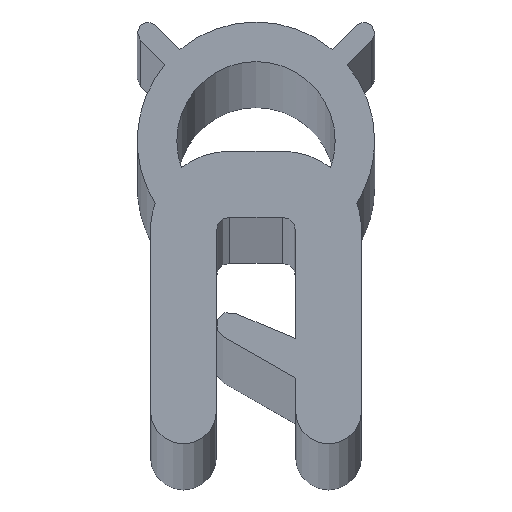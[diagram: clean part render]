
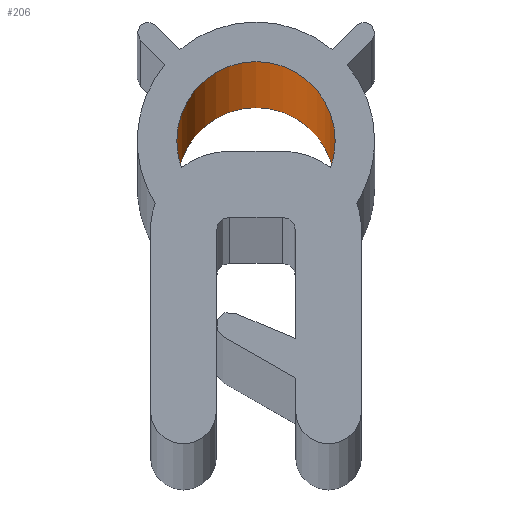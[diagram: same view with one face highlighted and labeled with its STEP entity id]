
A CAD part, top view. The second image highlights one B-rep face of the part: STEP entity #206.
In plain terms, the highlighted cylindrical face has radius 3 mm (diameter 6 mm), a partial arc.
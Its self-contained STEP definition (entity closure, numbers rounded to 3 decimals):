
#14 = CARTESIAN_POINT ( 'NONE',  ( 3., -4.5, 500. ) ) ;
#83 = VERTEX_POINT ( 'NONE', #559 ) ;
#113 = AXIS2_PLACEMENT_3D ( 'NONE', #1066, #1070, #1071 ) ;
#198 = EDGE_CURVE ( 'NONE', #83, #374, #629, .T. ) ;
#206 = ADVANCED_FACE ( 'NONE', ( #1185 ), #1166, .F. ) ;
#207 = EDGE_CURVE ( 'NONE', #83, #379, #243, .T. ) ;
#211 = EDGE_CURVE ( 'NONE', #379, #929, #662, .T. ) ;
#243 = CIRCLE ( 'NONE', #1177, 3. ) ;
#304 = CIRCLE ( 'NONE', #113, 3. ) ;
#332 = EDGE_CURVE ( 'NONE', #374, #929, #304, .T. ) ;
#374 = VERTEX_POINT ( 'NONE', #1113 ) ;
#379 = VERTEX_POINT ( 'NONE', #1117 ) ;
#398 = EDGE_LOOP ( 'NONE', ( #530, #532, #531, #533 ) ) ;
#530 = ORIENTED_EDGE ( 'NONE', *, *, #198, .F. ) ;
#531 = ORIENTED_EDGE ( 'NONE', *, *, #211, .T. ) ;
#532 = ORIENTED_EDGE ( 'NONE', *, *, #207, .T. ) ;
#533 = ORIENTED_EDGE ( 'NONE', *, *, #332, .F. ) ;
#559 = CARTESIAN_POINT ( 'NONE',  ( -3., -4.5, -500. ) ) ;
#629 = LINE ( 'NONE', #630, #1167 ) ;
#630 = CARTESIAN_POINT ( 'NONE',  ( -3., -4.5, -500. ) ) ;
#631 = DIRECTION ( 'NONE',  ( 0., 0., 1. ) ) ;
#652 = CARTESIAN_POINT ( 'NONE',  ( 0., -4.5, -500. ) ) ;
#653 = DIRECTION ( 'NONE',  ( 0., 0., 1. ) ) ;
#654 = DIRECTION ( 'NONE',  ( 1., 0., 0. ) ) ;
#655 = CARTESIAN_POINT ( 'NONE',  ( 0., -4.5, -500. ) ) ;
#656 = DIRECTION ( 'NONE',  ( 0., 0., -1. ) ) ;
#657 = DIRECTION ( 'NONE',  ( 1., 0., 0. ) ) ;
#662 = LINE ( 'NONE', #663, #1191 ) ;
#663 = CARTESIAN_POINT ( 'NONE',  ( 3., -4.5, -500. ) ) ;
#664 = DIRECTION ( 'NONE',  ( 0., 0., 1. ) ) ;
#929 = VERTEX_POINT ( 'NONE', #14 ) ;
#1066 = CARTESIAN_POINT ( 'NONE',  ( 0., -4.5, 500. ) ) ;
#1070 = DIRECTION ( 'NONE',  ( 0., 0., -1. ) ) ;
#1071 = DIRECTION ( 'NONE',  ( 1., 0., 0. ) ) ;
#1113 = CARTESIAN_POINT ( 'NONE',  ( -3., -4.5, 500. ) ) ;
#1117 = CARTESIAN_POINT ( 'NONE',  ( 3., -4.5, -500. ) ) ;
#1166 = CYLINDRICAL_SURFACE ( 'NONE', #1171, 3. ) ;
#1167 = VECTOR ( 'NONE', #631, 1000. ) ;
#1171 = AXIS2_PLACEMENT_3D ( 'NONE', #652, #653, #654 ) ;
#1177 = AXIS2_PLACEMENT_3D ( 'NONE', #655, #656, #657 ) ;
#1185 = FACE_OUTER_BOUND ( 'NONE', #398, .T. ) ;
#1191 = VECTOR ( 'NONE', #664, 1000. ) ;
